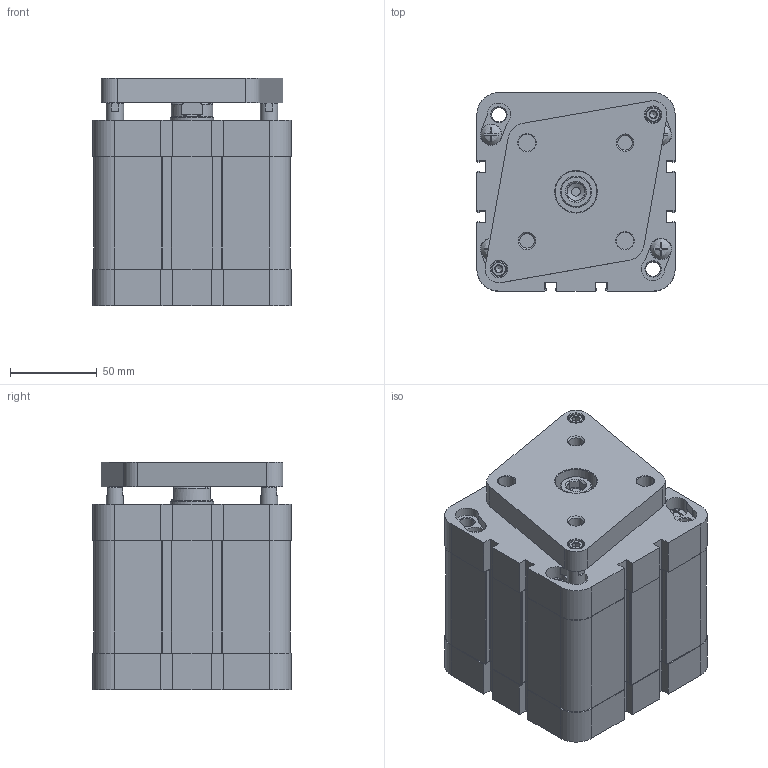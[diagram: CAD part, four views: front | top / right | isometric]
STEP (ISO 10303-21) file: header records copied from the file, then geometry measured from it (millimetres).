
FILE_DESCRIPTION(/* description */ (''),/* implementation_level */ '2;1');
FILE_NAME(/* name */ 'nada_100-40.stp',/* time_stamp */ '2017-08-29T12:18:10+02:00',/* author */ ('leitheußer'),/* organization */ (''),/* preprocessor_version */ 'ST-DEVELOPER v15.6',/* originating_system */ 'Autodesk Inventor LT ',/* authorisation */ '');
FILE_SCHEMA (('AUTOMOTIVE_DESIGN { 1 0 10303 214 3 1 1 }'));
Length unit declared in the file: millimetre
Products named in the file (1): CDEM100_040_KNR
Bounding box: 114.5 x 114.5 x 131 mm (x, y, z)
Volume: 991783.3 mm3; surface area: 274597.2 mm2
Topology: 28 solids, 28 shells, 789 faces, 1961 edges, 1270 vertices
Faces by surface type: plane 410, cylinder 251, cone 104, torus 16, bspline 8
Full cylindrical faces by diameter (mm): 4.134 x2, 5 x4, 5.5 x2, 5.6 x4, 6 x8, 6.5 x8, 8.376 x8, 8.5 x2, 8.566 x2, 9.5 x2, 10 x5, 10.106 x1, 10.2 x2, 12 x12, 12.3 x8, 13 x1, 18 x1, 18.376 x1, 19.974 x1, 20 x3, 24 x2, 24.9 x1, 25 x4, 25.27 x1, 26.9 x1, 27.049 x1, 28.116 x1, 30 x3, 39.5 x2, 45 x2
Entity records: 23271 total; most frequent: CARTESIAN_POINT 5272, DIRECTION 3702, ORIENTED_EDGE 3426, EDGE_CURVE 1713, AXIS2_PLACEMENT_3D 1407, VERTEX_POINT 1227, EDGE_LOOP 1126, LINE 888
